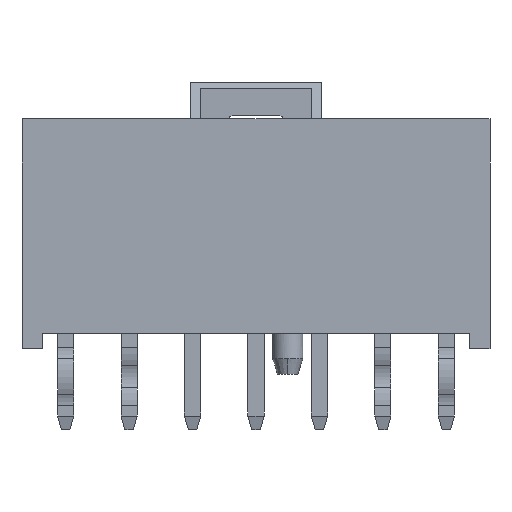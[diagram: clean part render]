
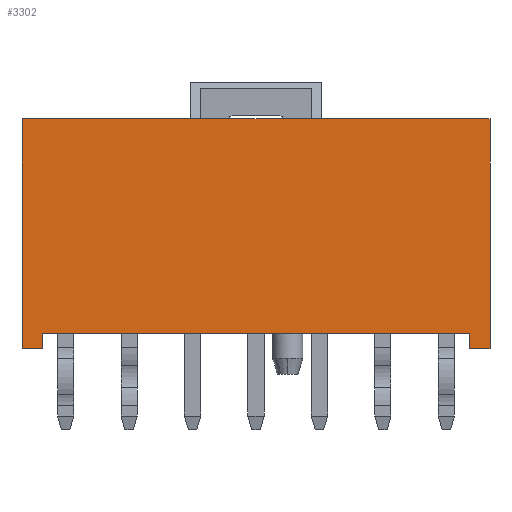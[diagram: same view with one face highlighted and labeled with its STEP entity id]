
A CAD part, front view. The second image highlights one B-rep face of the part: STEP entity #3302.
In plain terms, the highlighted planar face has unit normal (0, -1, 0).
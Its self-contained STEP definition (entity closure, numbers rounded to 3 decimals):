
#1=DIRECTION('',(-1.,0.,0.));
#2=VECTOR('',#1,16.84);
#3=CARTESIAN_POINT('',(8.42,-1.74,-4.23));
#4=LINE('',#3,#2);
#5=DIRECTION('',(0.,0.,-1.));
#6=VECTOR('',#5,0.6);
#7=CARTESIAN_POINT('',(-8.42,-1.74,-4.23));
#8=LINE('',#7,#6);
#9=DIRECTION('',(1.,0.,0.));
#10=VECTOR('',#9,18.44);
#11=CARTESIAN_POINT('',(-9.22,-1.74,4.23));
#12=LINE('',#11,#10);
#13=DIRECTION('',(0.,0.,-1.));
#14=VECTOR('',#13,9.06);
#15=CARTESIAN_POINT('',(9.22,-1.74,4.23));
#16=LINE('',#15,#14);
#2278=DIRECTION('',(0.,0.,-1.));
#2279=VECTOR('',#2278,0.6);
#2280=CARTESIAN_POINT('',(8.42,-1.74,-4.23));
#2281=LINE('',#2280,#2279);
#2298=DIRECTION('',(-1.,0.,0.));
#2299=VECTOR('',#2298,0.8);
#2300=CARTESIAN_POINT('',(9.22,-1.74,-4.83));
#2301=LINE('',#2300,#2299);
#2334=DIRECTION('',(-1.,0.,0.));
#2335=VECTOR('',#2334,0.8);
#2336=CARTESIAN_POINT('',(-8.42,-1.74,-4.83));
#2337=LINE('',#2336,#2335);
#2346=DIRECTION('',(0.,0.,-1.));
#2347=VECTOR('',#2346,9.06);
#2348=CARTESIAN_POINT('',(-9.22,-1.74,4.23));
#2349=LINE('',#2348,#2347);
#2516=CARTESIAN_POINT('',(-9.22,-1.74,4.23));
#2517=CARTESIAN_POINT('',(9.22,-1.74,4.23));
#2518=VERTEX_POINT('',#2516);
#2519=VERTEX_POINT('',#2517);
#2544=CARTESIAN_POINT('',(9.22,-1.74,-4.83));
#2545=CARTESIAN_POINT('',(8.42,-1.74,-4.83));
#2546=VERTEX_POINT('',#2544);
#2547=VERTEX_POINT('',#2545);
#2560=CARTESIAN_POINT('',(-9.22,-1.74,-4.83));
#2562=VERTEX_POINT('',#2560);
#2566=CARTESIAN_POINT('',(-8.42,-1.74,-4.83));
#2567=VERTEX_POINT('',#2566);
#2574=CARTESIAN_POINT('',(8.42,-1.74,-4.23));
#2576=VERTEX_POINT('',#2574);
#2590=CARTESIAN_POINT('',(-8.42,-1.74,-4.23));
#2591=VERTEX_POINT('',#2590);
#3279=CARTESIAN_POINT('',(0.,-1.74,0.));
#3280=DIRECTION('',(0.,1.,0.));
#3281=DIRECTION('',(1.,0.,0.));
#3282=AXIS2_PLACEMENT_3D('',#3279,#3280,#3281);
#3283=PLANE('',#3282);
#3285=ORIENTED_EDGE('',*,*,#3284,.T.);
#3287=ORIENTED_EDGE('',*,*,#3286,.T.);
#3289=ORIENTED_EDGE('',*,*,#3288,.T.);
#3291=ORIENTED_EDGE('',*,*,#3290,.F.);
#3293=ORIENTED_EDGE('',*,*,#3292,.T.);
#3295=ORIENTED_EDGE('',*,*,#3294,.T.);
#3297=ORIENTED_EDGE('',*,*,#3296,.T.);
#3299=ORIENTED_EDGE('',*,*,#3298,.F.);
#3300=EDGE_LOOP('',(#3285,#3287,#3289,#3291,#3293,#3295,#3297,#3299));
#3301=FACE_OUTER_BOUND('',#3300,.F.);
#3302=ADVANCED_FACE('',(#3301),#3283,.F.);
#3284=EDGE_CURVE('',#2576,#2591,#4,.T.);
#3286=EDGE_CURVE('',#2591,#2567,#8,.T.);
#3288=EDGE_CURVE('',#2567,#2562,#2337,.T.);
#3290=EDGE_CURVE('',#2518,#2562,#2349,.T.);
#3292=EDGE_CURVE('',#2518,#2519,#12,.T.);
#3294=EDGE_CURVE('',#2519,#2546,#16,.T.);
#3296=EDGE_CURVE('',#2546,#2547,#2301,.T.);
#3298=EDGE_CURVE('',#2576,#2547,#2281,.T.);
